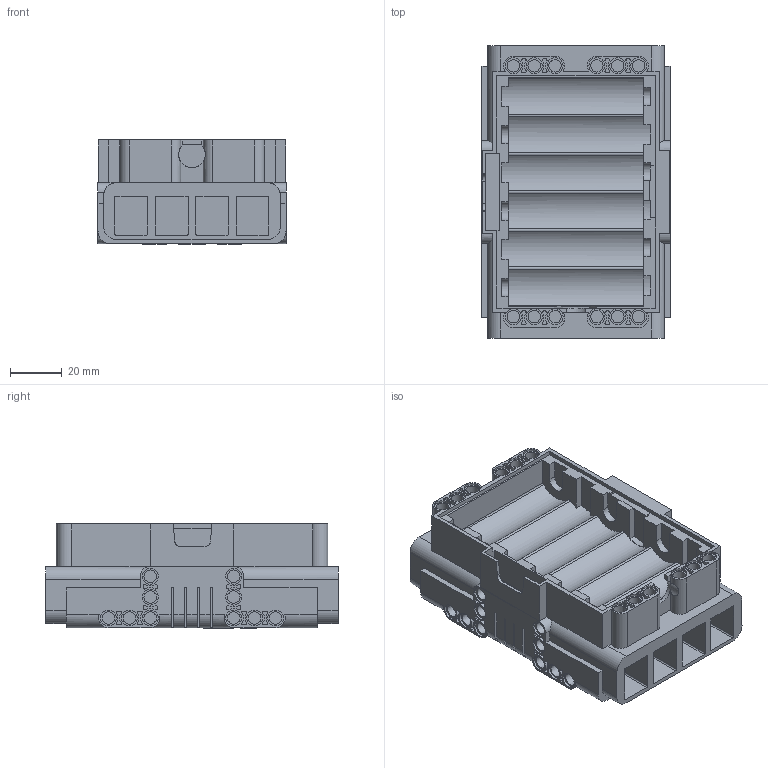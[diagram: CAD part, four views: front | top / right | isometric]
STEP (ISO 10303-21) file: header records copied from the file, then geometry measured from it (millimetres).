
FILE_DESCRIPTION(/* description */ (''),/* implementation_level */ '2;1');
FILE_NAME(/* name */ 'Lego_NXT_Controller.ipt.stp',/* time_stamp */ '2014-12-18T17:41:40-08:00',/* author */ ('Autodesk Inc.'),/* organization */ ('Autodesk Inc.'),/* preprocessor_version */ 'ST-DEVELOPER v15.6',/* originating_system */ 'Autodesk Inventor 2015',/* authorisation */ '');
FILE_SCHEMA (('AUTOMOTIVE_DESIGN { 1 0 10303 214 3 1 1 }'));
Length unit declared in the file: centimetre
Products named in the file (1): Lego_NXT_Controller
Bounding box: 72.58 x 112.91 x 40.19 mm (x, y, z)
Volume: 198342.6 mm3; surface area: 48170.8 mm2
Topology: 1 solids, 1 shells, 1025 faces, 2730 edges, 1828 vertices
Faces by surface type: plane 702, cylinder 307, bspline 12, torus 4
Full cylindrical faces by diameter (mm): 4.78 x32, 6.15 x32
Entity records: 32174 total; most frequent: CARTESIAN_POINT 5888, DIRECTION 5262, ORIENTED_EDGE 5224, EDGE_CURVE 2612, LINE 1950, VECTOR 1950, VERTEX_POINT 1774, AXIS2_PLACEMENT_3D 1656
